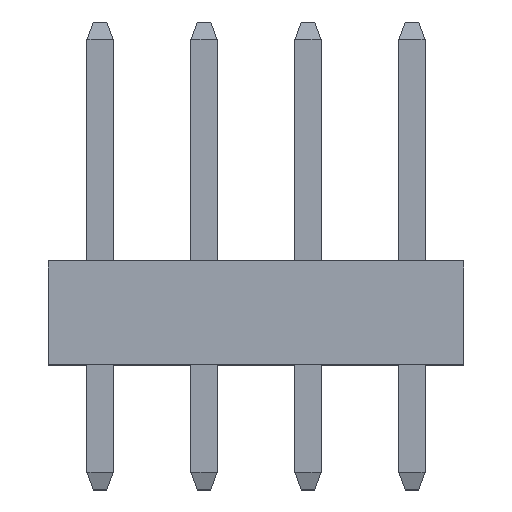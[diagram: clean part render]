
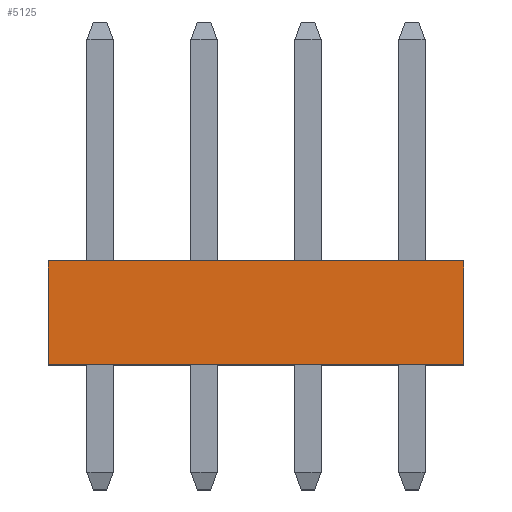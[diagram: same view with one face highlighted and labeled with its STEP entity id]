
A CAD part, top view. The second image highlights one B-rep face of the part: STEP entity #5125.
In plain terms, the highlighted planar face has unit normal (0, 0, 1).
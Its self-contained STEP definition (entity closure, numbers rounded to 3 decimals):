
#12 = VECTOR ( 'NONE', #2929, 1000. ) ;
#18 = EDGE_LOOP ( 'NONE', ( #1600, #4990, #4150, #778 ) ) ;
#203 = VERTEX_POINT ( 'NONE', #1700 ) ;
#281 = LINE ( 'NONE', #610, #2610 ) ;
#453 = VERTEX_POINT ( 'NONE', #3766 ) ;
#563 = CARTESIAN_POINT ( 'NONE',  ( -5.08, 2.54, 2.415 ) ) ;
#610 = CARTESIAN_POINT ( 'NONE',  ( -5.08, 2.54, 2.415 ) ) ;
#647 = CARTESIAN_POINT ( 'NONE',  ( -5.08, 2.54, 2.415 ) ) ;
#778 = ORIENTED_EDGE ( 'NONE', *, *, #4445, .T. ) ;
#827 = CARTESIAN_POINT ( 'NONE',  ( 5.08, 2.54, 2.415 ) ) ;
#870 = EDGE_CURVE ( 'NONE', #1359, #203, #281, .T. ) ;
#1014 = CARTESIAN_POINT ( 'NONE',  ( -5.08, 0., 2.415 ) ) ;
#1070 = EDGE_CURVE ( 'NONE', #3897, #453, #2770, .T. ) ;
#1230 = CARTESIAN_POINT ( 'NONE',  ( -5.08, 0., 2.415 ) ) ;
#1359 = VERTEX_POINT ( 'NONE', #647 ) ;
#1427 = LINE ( 'NONE', #563, #4862 ) ;
#1470 = DIRECTION ( 'NONE',  ( 1., 0., 0. ) ) ;
#1512 = PLANE ( 'NONE',  #3411 ) ;
#1539 = DIRECTION ( 'NONE',  ( -1., 0., 0. ) ) ;
#1600 = ORIENTED_EDGE ( 'NONE', *, *, #1070, .T. ) ;
#1700 = CARTESIAN_POINT ( 'NONE',  ( 5.08, 2.54, 2.415 ) ) ;
#2464 = LINE ( 'NONE', #827, #12 ) ;
#2610 = VECTOR ( 'NONE', #1470, 1000. ) ;
#2770 = LINE ( 'NONE', #1230, #3448 ) ;
#2929 = DIRECTION ( 'NONE',  ( 0., -1., 0. ) ) ;
#3230 = FACE_OUTER_BOUND ( 'NONE', #18, .T. ) ;
#3254 = CARTESIAN_POINT ( 'NONE',  ( -5.08, 2.54, 2.415 ) ) ;
#3411 = AXIS2_PLACEMENT_3D ( 'NONE', #3254, #3560, #1539 ) ;
#3448 = VECTOR ( 'NONE', #3619, 1000. ) ;
#3560 = DIRECTION ( 'NONE',  ( 0., 0., -1. ) ) ;
#3619 = DIRECTION ( 'NONE',  ( 1., 0., 0. ) ) ;
#3766 = CARTESIAN_POINT ( 'NONE',  ( 5.08, 0., 2.415 ) ) ;
#3807 = DIRECTION ( 'NONE',  ( 0., -1., 0. ) ) ;
#3897 = VERTEX_POINT ( 'NONE', #1014 ) ;
#4150 = ORIENTED_EDGE ( 'NONE', *, *, #870, .F. ) ;
#4445 = EDGE_CURVE ( 'NONE', #1359, #3897, #1427, .T. ) ;
#4862 = VECTOR ( 'NONE', #3807, 1000. ) ;
#4990 = ORIENTED_EDGE ( 'NONE', *, *, #5269, .F. ) ;
#5125 = ADVANCED_FACE ( 'NONE', ( #3230 ), #1512, .F. ) ;
#5269 = EDGE_CURVE ( 'NONE', #203, #453, #2464, .T. ) ;
